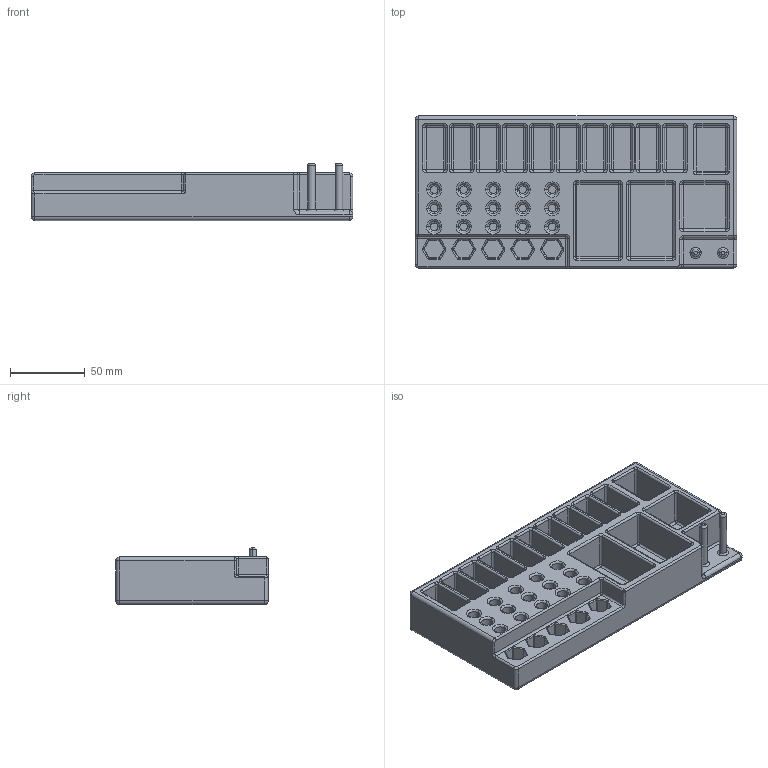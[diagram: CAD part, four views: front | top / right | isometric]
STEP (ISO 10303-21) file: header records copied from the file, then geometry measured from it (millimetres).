
FILE_DESCRIPTION(('CoCreate Modeling STEP Export'),'2;1');
FILE_NAME('Fixture Storage Print.stp','2024-04-28T 7:54:22',(''),(''),'CoCreate Modeling STEP processor for AP214 (Solid Model)','CoCreate Modeling 16.50B 13-Apr-2010 (C) Parametric Technology GmbH','');
FILE_SCHEMA(('AUTOMOTIVE_DESIGN { 1 0 10303 214 1 1 1 1 }'));
Length unit declared in the file: millimetre
Products named in the file (1): Tray
Bounding box: 214.63 x 101.6 x 38.1 mm (x, y, z)
Volume: 390687.3 mm3; surface area: 108768 mm2
Topology: 1 solids, 1 shells, 738 faces, 1656 edges, 853 vertices
Faces by surface type: cylinder 332, torus 173, plane 134, sphere 98, bspline 1
Entity records: 18636 total; most frequent: DIRECTION 3516, CARTESIAN_POINT 3141, ORIENTED_EDGE 3116, EDGE_CURVE 1558, AXIS2_PLACEMENT_3D 1448, VERTEX_POINT 853, CIRCLE 816, EDGE_LOOP 769
